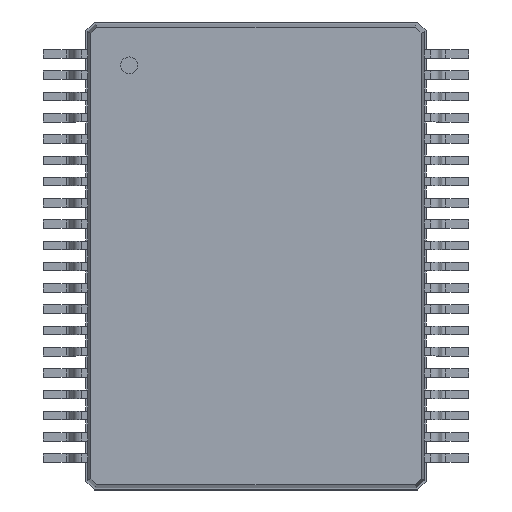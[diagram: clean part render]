
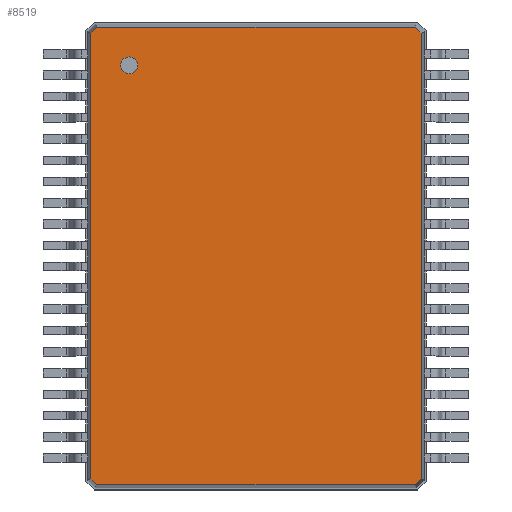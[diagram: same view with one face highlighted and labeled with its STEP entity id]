
A CAD part, top view. The second image highlights one B-rep face of the part: STEP entity #8519.
In plain terms, the highlighted planar face has unit normal (0, 0, 1).
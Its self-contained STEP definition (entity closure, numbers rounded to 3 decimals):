
#27=VECTOR('',#28,1.);
#28=DIRECTION('',(1.,0.,0.));
#51=VECTOR('',#52,1.);
#52=DIRECTION('',(0.707,-0.707,0.));
#58=VECTOR('',#59,1.);
#59=DIRECTION('',(0.,-1.,0.));
#65=VECTOR('',#66,1.);
#66=DIRECTION('',(-0.707,-0.707,0.));
#72=VECTOR('',#73,1.);
#73=DIRECTION('',(-1.,0.,0.));
#79=VECTOR('',#80,1.);
#80=DIRECTION('',(-0.707,0.707,0.));
#86=VECTOR('',#87,1.);
#87=DIRECTION('',(0.,1.,0.));
#91=VECTOR('',#92,1.);
#92=DIRECTION('',(0.707,0.707,0.));
#599=DIRECTION('',(0.,0.,-1.));
#2424=VERTEX_POINT('',#2425);
#2425=CARTESIAN_POINT('',(-3.879,5.239,1.2));
#2428=EDGE_CURVE('',#2429,#2424,#2431,.T.);
#2429=VERTEX_POINT('',#2430);
#2430=CARTESIAN_POINT('',(-3.879,-5.239,1.2));
#2431=LINE('',#2430,#86);
#2442=VERTEX_POINT('',#2443);
#2443=CARTESIAN_POINT('',(-3.739,5.379,1.2));
#2446=EDGE_CURVE('',#2424,#2442,#2447,.T.);
#2447=LINE('',#2425,#91);
#2456=VERTEX_POINT('',#2457);
#2457=CARTESIAN_POINT('',(3.739,5.379,1.2));
#2460=EDGE_CURVE('',#2442,#2456,#2461,.T.);
#2461=LINE('',#2443,#27);
#2470=VERTEX_POINT('',#2471);
#2471=CARTESIAN_POINT('',(3.879,5.239,1.2));
#2474=EDGE_CURVE('',#2456,#2470,#2475,.T.);
#2475=LINE('',#2457,#51);
#2644=VERTEX_POINT('',#2645);
#2645=CARTESIAN_POINT('',(3.879,-5.239,1.2));
#2648=EDGE_CURVE('',#2470,#2644,#2649,.T.);
#2649=LINE('',#2471,#58);
#8519=ADVANCED_FACE('',(#8520,#8540),#8550,.F.);
#8520=FACE_BOUND('',#8521,.F.);
#8521=EDGE_LOOP('',(#8522,#8523,#8524,#8525,#8530,#8535,#8538,#8539));
#8522=ORIENTED_EDGE('',*,*,#2460,.T.);
#8523=ORIENTED_EDGE('',*,*,#2474,.T.);
#8524=ORIENTED_EDGE('',*,*,#2648,.T.);
#8525=ORIENTED_EDGE('',*,*,#8526,.T.);
#8526=EDGE_CURVE('',#2644,#8527,#8529,.T.);
#8527=VERTEX_POINT('',#8528);
#8528=CARTESIAN_POINT('',(3.739,-5.379,1.2));
#8529=LINE('',#2645,#65);
#8530=ORIENTED_EDGE('',*,*,#8531,.T.);
#8531=EDGE_CURVE('',#8527,#8532,#8534,.T.);
#8532=VERTEX_POINT('',#8533);
#8533=CARTESIAN_POINT('',(-3.739,-5.379,1.2));
#8534=LINE('',#8528,#72);
#8535=ORIENTED_EDGE('',*,*,#8536,.T.);
#8536=EDGE_CURVE('',#8532,#2429,#8537,.T.);
#8537=LINE('',#8533,#79);
#8538=ORIENTED_EDGE('',*,*,#2428,.T.);
#8539=ORIENTED_EDGE('',*,*,#2446,.T.);
#8540=FACE_BOUND('',#8541,.F.);
#8541=EDGE_LOOP('',(#8542));
#8542=ORIENTED_EDGE('',*,*,#8543,.F.);
#8543=EDGE_CURVE('',#8544,#8544,#8546,.T.);
#8544=VERTEX_POINT('',#8545);
#8545=CARTESIAN_POINT('',(-2.979,4.279,1.2));
#8546=CIRCLE('',#8547,0.2);
#8547=AXIS2_PLACEMENT_3D('',#8548,#8549,#59);
#8548=CARTESIAN_POINT('',(-2.979,4.479,1.2));
#8549=DIRECTION('',(0.,-0.,-1.));
#8550=PLANE('',#8551);
#8551=AXIS2_PLACEMENT_3D('',#2443,#599,#8552);
#8552=DIRECTION('',(0.571,-0.821,0.));
